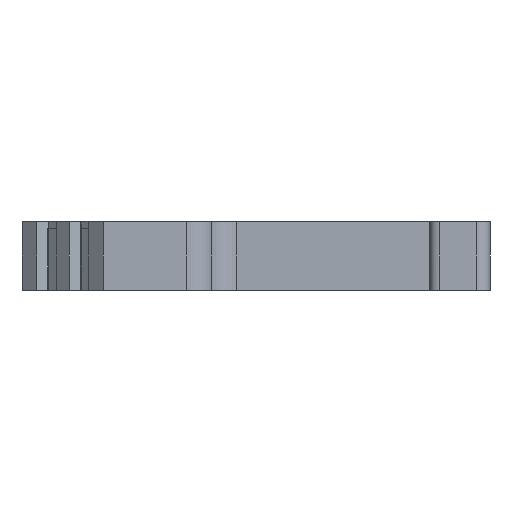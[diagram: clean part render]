
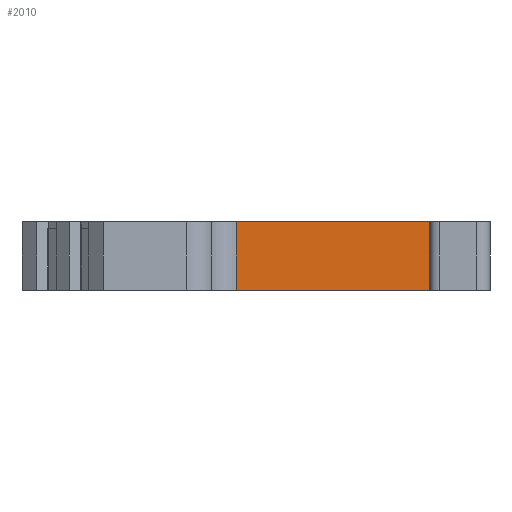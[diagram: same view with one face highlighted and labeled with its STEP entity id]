
A CAD part, left-side view. The second image highlights one B-rep face of the part: STEP entity #2010.
In plain terms, the highlighted planar face has unit normal (-1, 0, 0).
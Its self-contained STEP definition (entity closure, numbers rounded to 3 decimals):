
#238 = VERTEX_POINT ( 'NONE', #2142 ) ;
#391 = DIRECTION ( 'NONE',  ( 0., 1., 0. ) ) ;
#507 = PLANE ( 'NONE',  #4196 ) ;
#537 = VERTEX_POINT ( 'NONE', #2619 ) ;
#658 = CARTESIAN_POINT ( 'NONE',  ( -21.979, 5.74, 44.839 ) ) ;
#785 = ORIENTED_EDGE ( 'NONE', *, *, #6366, .T. ) ;
#832 = CARTESIAN_POINT ( 'NONE',  ( -21.979, 5.74, 49.839 ) ) ;
#964 = ORIENTED_EDGE ( 'NONE', *, *, #5684, .F. ) ;
#1267 = LINE ( 'NONE', #658, #6947 ) ;
#1408 = LINE ( 'NONE', #832, #5873 ) ;
#2010 = ADVANCED_FACE ( 'NONE', ( #4875 ), #507, .F. ) ;
#2142 = CARTESIAN_POINT ( 'NONE',  ( -21.979, -8.824, 44.839 ) ) ;
#2254 = DIRECTION ( 'NONE',  ( 0., 0., 1. ) ) ;
#2324 = CARTESIAN_POINT ( 'NONE',  ( -21.979, -8.424, 49.239 ) ) ;
#2350 = EDGE_CURVE ( 'NONE', #238, #7346, #1267, .T. ) ;
#2605 = DIRECTION ( 'NONE',  ( 0., -1., 0. ) ) ;
#2619 = CARTESIAN_POINT ( 'NONE',  ( -21.979, 5.74, 49.839 ) ) ;
#3015 = ORIENTED_EDGE ( 'NONE', *, *, #7811, .T. ) ;
#3199 = VECTOR ( 'NONE', #391, 1000. ) ;
#3488 = LINE ( 'NONE', #7241, #4175 ) ;
#3489 = CARTESIAN_POINT ( 'NONE',  ( -21.979, 5.74, 44.839 ) ) ;
#3563 = VERTEX_POINT ( 'NONE', #5725 ) ;
#3746 = EDGE_LOOP ( 'NONE', ( #6798, #5693, #3015, #7758, #964, #785 ) ) ;
#4148 = DIRECTION ( 'NONE',  ( 0., 0., 1. ) ) ;
#4175 = VECTOR ( 'NONE', #2254, 1000. ) ;
#4196 = AXIS2_PLACEMENT_3D ( 'NONE', #5003, #4379, #7393 ) ;
#4379 = DIRECTION ( 'NONE',  ( 1., 0., 0. ) ) ;
#4603 = EDGE_CURVE ( 'NONE', #238, #3563, #3488, .T. ) ;
#4618 = VECTOR ( 'NONE', #5975, 1000. ) ;
#4727 = CARTESIAN_POINT ( 'NONE',  ( -21.979, -8.424, 48.739 ) ) ;
#4875 = FACE_OUTER_BOUND ( 'NONE', #3746, .T. ) ;
#5003 = CARTESIAN_POINT ( 'NONE',  ( -21.979, 5.74, 51.839 ) ) ;
#5419 = LINE ( 'NONE', #4727, #3199 ) ;
#5684 = EDGE_CURVE ( 'NONE', #537, #5687, #1408, .T. ) ;
#5687 = VERTEX_POINT ( 'NONE', #6325 ) ;
#5693 = ORIENTED_EDGE ( 'NONE', *, *, #4603, .T. ) ;
#5725 = CARTESIAN_POINT ( 'NONE',  ( -21.979, -8.824, 48.739 ) ) ;
#5873 = VECTOR ( 'NONE', #2605, 1000. ) ;
#5975 = DIRECTION ( 'NONE',  ( 0., 0., -1. ) ) ;
#6325 = CARTESIAN_POINT ( 'NONE',  ( -21.979, -8.424, 49.839 ) ) ;
#6348 = DIRECTION ( 'NONE',  ( 0., 1., 0. ) ) ;
#6366 = EDGE_CURVE ( 'NONE', #537, #7346, #7791, .T. ) ;
#6508 = CARTESIAN_POINT ( 'NONE',  ( -21.979, 5.74, 51.839 ) ) ;
#6741 = CARTESIAN_POINT ( 'NONE',  ( -21.979, -8.424, 48.739 ) ) ;
#6798 = ORIENTED_EDGE ( 'NONE', *, *, #2350, .F. ) ;
#6835 = EDGE_CURVE ( 'NONE', #6853, #5687, #7978, .T. ) ;
#6853 = VERTEX_POINT ( 'NONE', #6741 ) ;
#6947 = VECTOR ( 'NONE', #6348, 1000. ) ;
#7241 = CARTESIAN_POINT ( 'NONE',  ( -21.979, -8.824, -13.26 ) ) ;
#7251 = VECTOR ( 'NONE', #4148, 1000. ) ;
#7346 = VERTEX_POINT ( 'NONE', #3489 ) ;
#7393 = DIRECTION ( 'NONE',  ( 0., 0., -1. ) ) ;
#7758 = ORIENTED_EDGE ( 'NONE', *, *, #6835, .T. ) ;
#7791 = LINE ( 'NONE', #6508, #4618 ) ;
#7811 = EDGE_CURVE ( 'NONE', #3563, #6853, #5419, .T. ) ;
#7978 = LINE ( 'NONE', #2324, #7251 ) ;
